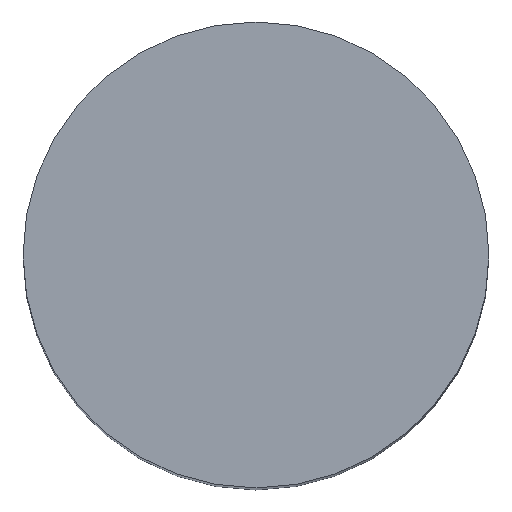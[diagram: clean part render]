
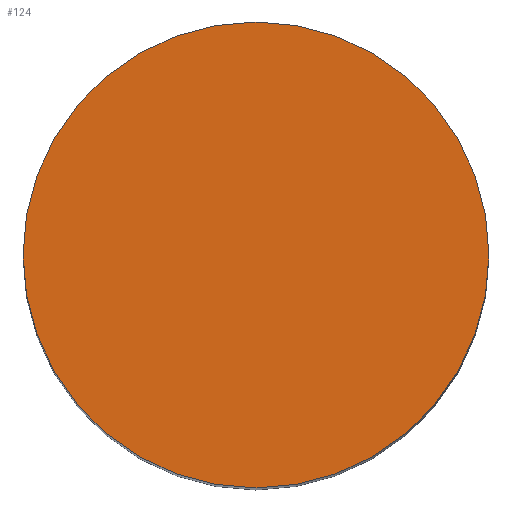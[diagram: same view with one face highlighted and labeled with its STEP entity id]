
A CAD part, top view. The second image highlights one B-rep face of the part: STEP entity #124.
In plain terms, the highlighted planar face has unit normal (0, 0, 1).
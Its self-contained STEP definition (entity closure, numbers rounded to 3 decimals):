
#40 = EDGE_CURVE('',#41,#41,#43,.T.);
#41 = VERTEX_POINT('',#42);
#42 = CARTESIAN_POINT('',(4.25,0.,22.));
#43 = SURFACE_CURVE('',#44,(#49,#61),.PCURVE_S1.);
#44 = CIRCLE('',#45,4.25);
#45 = AXIS2_PLACEMENT_3D('',#46,#47,#48);
#46 = CARTESIAN_POINT('',(0.,0.,22.));
#47 = DIRECTION('',(0.,0.,1.));
#48 = DIRECTION('',(1.,0.,-0.));
#49 = PCURVE('',#50,#55);
#50 = CYLINDRICAL_SURFACE('',#51,4.25);
#51 = AXIS2_PLACEMENT_3D('',#52,#53,#54);
#52 = CARTESIAN_POINT('',(0.,0.,0.));
#53 = DIRECTION('',(0.,0.,1.));
#54 = DIRECTION('',(1.,0.,-0.));
#55 = DEFINITIONAL_REPRESENTATION('',(#56),#60);
#56 = LINE('',#57,#58);
#57 = CARTESIAN_POINT('',(0.,22.));
#58 = VECTOR('',#59,1.);
#59 = DIRECTION('',(1.,0.));
#60 = ( GEOMETRIC_REPRESENTATION_CONTEXT(2) 
PARAMETRIC_REPRESENTATION_CONTEXT() REPRESENTATION_CONTEXT('2D SPACE',''
  ) );
#61 = PCURVE('',#62,#67);
#62 = PLANE('',#63);
#63 = AXIS2_PLACEMENT_3D('',#64,#65,#66);
#64 = CARTESIAN_POINT('',(0.,0.,22.));
#65 = DIRECTION('',(0.,0.,1.));
#66 = DIRECTION('',(1.,0.,-0.));
#67 = DEFINITIONAL_REPRESENTATION('',(#68),#72);
#68 = CIRCLE('',#69,4.25);
#69 = AXIS2_PLACEMENT_2D('',#70,#71);
#70 = CARTESIAN_POINT('',(0.,0.));
#71 = DIRECTION('',(1.,0.));
#72 = ( GEOMETRIC_REPRESENTATION_CONTEXT(2) 
PARAMETRIC_REPRESENTATION_CONTEXT() REPRESENTATION_CONTEXT('2D SPACE',''
  ) );
#124 = ADVANCED_FACE('',(#125),#62,.T.);
#125 = FACE_BOUND('',#126,.T.);
#126 = EDGE_LOOP('',(#127));
#127 = ORIENTED_EDGE('',*,*,#40,.T.);
